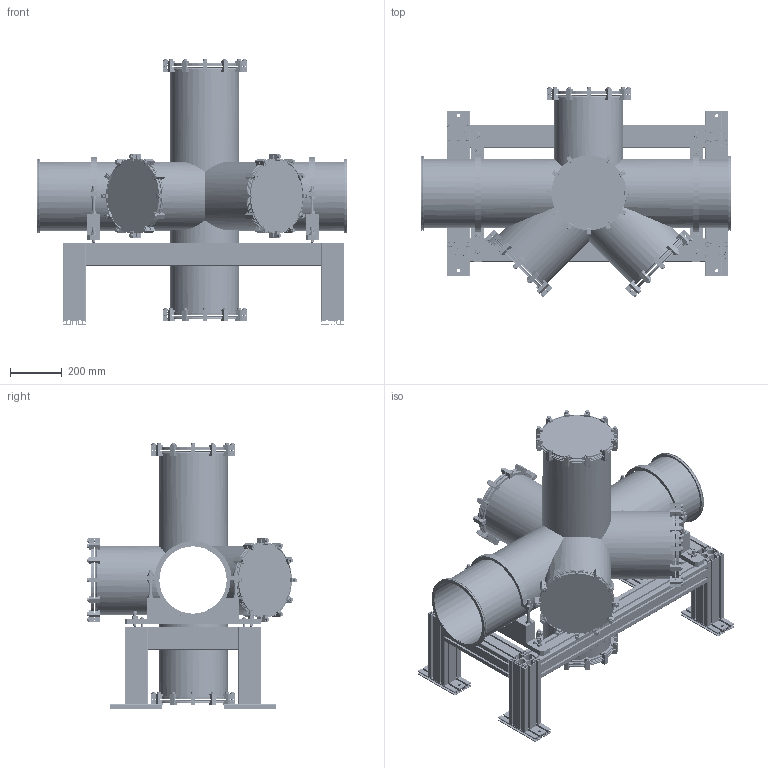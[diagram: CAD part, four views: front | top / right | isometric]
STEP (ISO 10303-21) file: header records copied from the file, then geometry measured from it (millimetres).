
FILE_DESCRIPTION((''),'2;1');
FILE_NAME('289-10962_ASM','2017-03-28T',('rwo60316'),(''),'PRO/ENGINEER BY PARAMETRIC TECHNOLOGY CORPORATION, 2016010','PRO/ENGINEER BY PARAMETRIC TECHNOLOGY CORPORATION, 2016010','');
FILE_SCHEMA(('AUTOMOTIVE_DESIGN { 1 0 10303 214 1 1 1 1 }'));
Length unit declared in the file: millimetre
Products named in the file (27): DN-250-ISO-G; 289-10963-01_AF1; 289-10963-02_AF1; 289-10963-03_AF1; DN-250-ISO-G_AF0; 289-10963_AF0_ASM; DN-250-ISO-A_AF0; DN-250-ISO-A; 001-12242A; 001-12242B; WAS-080; HHS-080-045; 001-12242_ASM; 289-10964-01; 289-10964-02; 289-10964-03; 289-10964-04; 289-10964_ASM; 289-10965; 289-10966; STD-120-130; WAS-120; NUT-120; SHS-060-040; WAS-060; SHS-120-050; 289-10962_ASM
Assembly tree (145 placements, depth 3):
  289-10962_ASM
    289-10963_AF0_ASM
      DN-250-ISO-G  x6
      289-10963-01_AF1
      289-10963-02_AF1
      289-10963-03_AF1
      DN-250-ISO-G_AF0
    DN-250-ISO-A_AF0
    DN-250-ISO-A  x4
    001-12242_ASM  x60
      001-12242A
      001-12242B
      WAS-080
      HHS-080-045
    289-10964_ASM
      289-10964-01  x4
      289-10964-02  x2
      289-10964-03  x2
      289-10964-04  x4
    289-10965  x2
    289-10966  x2
    STD-120-130  x4
    WAS-120  x16
    NUT-120  x16
    SHS-060-040  x4
    WAS-060  x4
    SHS-120-050  x4
Bounding box: 1200 x 814.22 x 1031.1 mm (x, y, z)
Volume: 22490026.2 mm3; surface area: 12225166.1 mm2
Topology: 322 solids, 510 shells, 6552 faces, 16580 edges, 10772 vertices
Faces by surface type: plane 3584, cylinder 2152, cone 792, torus 24
Entity records: 41871 total; most frequent: CARTESIAN_POINT 6946, DIRECTION 5260, ORIENTED_EDGE 4972, EDGE_CURVE 2530, AXIS2_PLACEMENT_3D 1764, VECTOR 1732, LINE 1732, VERTEX_POINT 1670
